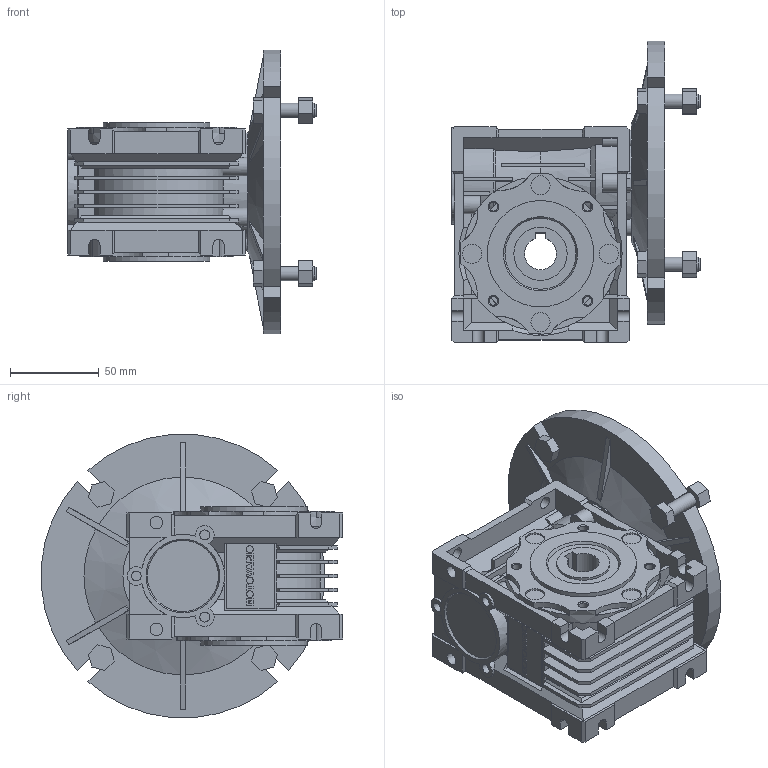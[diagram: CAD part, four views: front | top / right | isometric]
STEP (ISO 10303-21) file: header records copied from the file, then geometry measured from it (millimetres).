
FILE_DESCRIPTION( ( 'STEP AP214' ), '1' );
FILE_NAME( 'NMRV04010131811100300NO---(--------).stp', '2021-05-27T11:07:27', ( 'License CC BY-ND 4.0' ), ( 'CADENAS' ), ' ', 'PARTsolutions', ' ' );
FILE_SCHEMA( ( 'AUTOMOTIVE_DESIGN { 1 0 10303 214 1 1 1 1 }' ) );
Length unit declared in the file: millimetre
Products named in the file (5): NMRV04010131811100300NO---(--------); _Gear unit 40; _040-18 (78)alc-n; _VB 040-14 (14); _40-71 B5
Assembly tree (4 placements, depth 2):
  NMRV04010131811100300NO---(--------)
    _Gear unit 40
    _040-18 (78)alc-n
    _VB 040-14 (14)
    _40-71 B5
Bounding box: 140 x 169.74 x 159.47 mm (x, y, z)
Volume: 777903.4 mm3; surface area: 196997.9 mm2
Topology: 4 solids, 4 shells, 895 faces, 2427 edges, 1580 vertices
Faces by surface type: plane 654, cylinder 183, cone 56, bspline 2
Full cylindrical faces by diameter (mm): 4.917 x8, 5.55 x3, 7 x6, 8 x8, 10 x6, 10.8 x4, 11 x6, 16 x1, 23 x2, 28 x1, 30 x2, 35 x1, 36 x1, 40 x1, 47 x1, 60 x2, 67.5 x1, 75 x1, 108.5 x1, 110 x1
Entity records: 35302 total; most frequent: CARTESIAN_POINT 5705, ORIENTED_EDGE 4656, DIRECTION 4522, EDGE_CURVE 2328, LINE 1586, VECTOR 1586, VERTEX_POINT 1565, AXIS2_PLACEMENT_3D 1468
